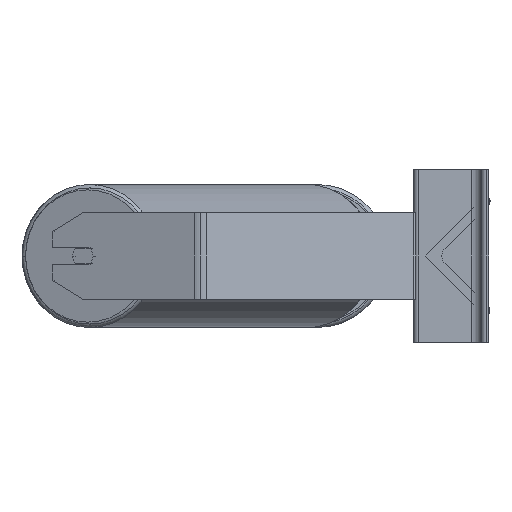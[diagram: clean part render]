
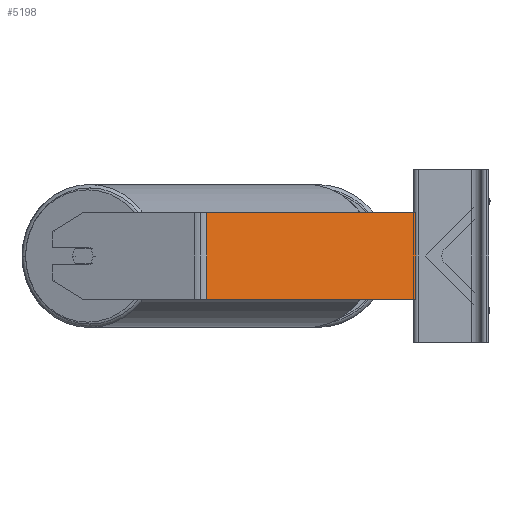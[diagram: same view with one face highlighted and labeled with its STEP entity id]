
A CAD part, left-side view. The second image highlights one B-rep face of the part: STEP entity #5198.
In plain terms, the highlighted planar face has unit normal (-0.94, -0.342, 0).
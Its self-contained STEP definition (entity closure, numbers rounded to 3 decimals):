
#433 = ORIENTED_EDGE ( 'NONE', *, *, #8933, .F. ) ;
#607 = PLANE ( 'NONE',  #6874 ) ;
#654 = VECTOR ( 'NONE', #5710, 1000. ) ;
#773 = EDGE_CURVE ( 'NONE', #7297, #994, #6931, .T. ) ;
#860 = CARTESIAN_POINT ( 'NONE',  ( -958.243, 203.265, 40. ) ) ;
#994 = VERTEX_POINT ( 'NONE', #7924 ) ;
#1433 = DIRECTION ( 'NONE',  ( 0.342, -0.94, 0. ) ) ;
#1558 = VECTOR ( 'NONE', #5822, 1000. ) ;
#2778 = DIRECTION ( 'NONE',  ( 0.342, -0.94, 0. ) ) ;
#4559 = EDGE_CURVE ( 'NONE', #8215, #7297, #8213, .T. ) ;
#4804 = EDGE_LOOP ( 'NONE', ( #6915, #6413, #433, #4929 ) ) ;
#4929 = ORIENTED_EDGE ( 'NONE', *, *, #4559, .T. ) ;
#5006 = CARTESIAN_POINT ( 'NONE',  ( -887.518, 8.948, 40. ) ) ;
#5153 = CARTESIAN_POINT ( 'NONE',  ( -958.243, 203.265, -40. ) ) ;
#5198 = ADVANCED_FACE ( 'NONE', ( #8141 ), #607, .F. ) ;
#5523 = CARTESIAN_POINT ( 'NONE',  ( -960.235, 208.737, 40. ) ) ;
#5676 = VERTEX_POINT ( 'NONE', #5006 ) ;
#5710 = DIRECTION ( 'NONE',  ( 0., 0., -1. ) ) ;
#5822 = DIRECTION ( 'NONE',  ( 0., 0., -1. ) ) ;
#6413 = ORIENTED_EDGE ( 'NONE', *, *, #7283, .F. ) ;
#6874 = AXIS2_PLACEMENT_3D ( 'NONE', #7183, #9809, #7342 ) ;
#6915 = ORIENTED_EDGE ( 'NONE', *, *, #773, .T. ) ;
#6931 = LINE ( 'NONE', #9325, #10486 ) ;
#7183 = CARTESIAN_POINT ( 'NONE',  ( -960.235, 208.737, 40. ) ) ;
#7283 = EDGE_CURVE ( 'NONE', #5676, #994, #9938, .T. ) ;
#7297 = VERTEX_POINT ( 'NONE', #5153 ) ;
#7342 = DIRECTION ( 'NONE',  ( -0.342, 0.94, 0. ) ) ;
#7471 = CARTESIAN_POINT ( 'NONE',  ( -887.518, 8.948, 40. ) ) ;
#7849 = CARTESIAN_POINT ( 'NONE',  ( -958.243, 203.265, 40. ) ) ;
#7924 = CARTESIAN_POINT ( 'NONE',  ( -887.518, 8.948, -40. ) ) ;
#8141 = FACE_OUTER_BOUND ( 'NONE', #4804, .T. ) ;
#8213 = LINE ( 'NONE', #860, #654 ) ;
#8215 = VERTEX_POINT ( 'NONE', #7849 ) ;
#8903 = LINE ( 'NONE', #5523, #9887 ) ;
#8933 = EDGE_CURVE ( 'NONE', #8215, #5676, #8903, .T. ) ;
#9325 = CARTESIAN_POINT ( 'NONE',  ( -960.235, 208.737, -40. ) ) ;
#9809 = DIRECTION ( 'NONE',  ( 0.94, 0.342, 0. ) ) ;
#9887 = VECTOR ( 'NONE', #1433, 1000. ) ;
#9938 = LINE ( 'NONE', #7471, #1558 ) ;
#10486 = VECTOR ( 'NONE', #2778, 1000. ) ;
